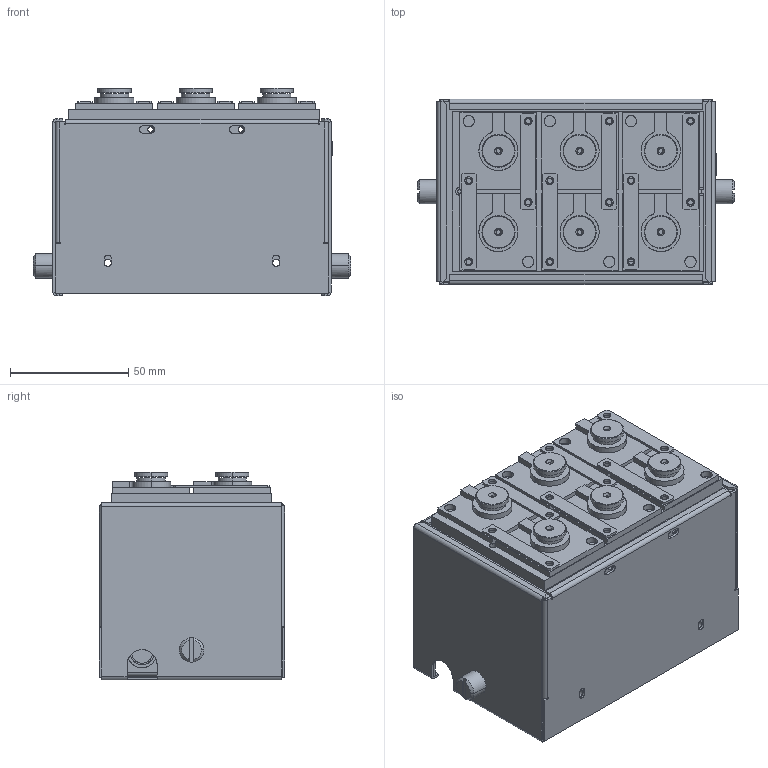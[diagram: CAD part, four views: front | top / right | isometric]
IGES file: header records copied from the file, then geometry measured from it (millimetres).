
Start section: SolidWorks IGES file using analytic representation for surfaces
Global section: file name: Micro MCA envelope.IGS; native system: SolidWorks 2013; preprocessor: SolidWorks 2013; author: Steve; date: 130621.125736; units: inch
Bounding box: 134.11 x 78.31 x 87.83 mm (x, y, z)
Surface area: 121508.6 mm2 (no closed solid volume)
Topology: 0 solids, 0 shells, 566 faces, 8752 edges, 8752 vertices
Faces by surface type: bspline 297, revolution 269
